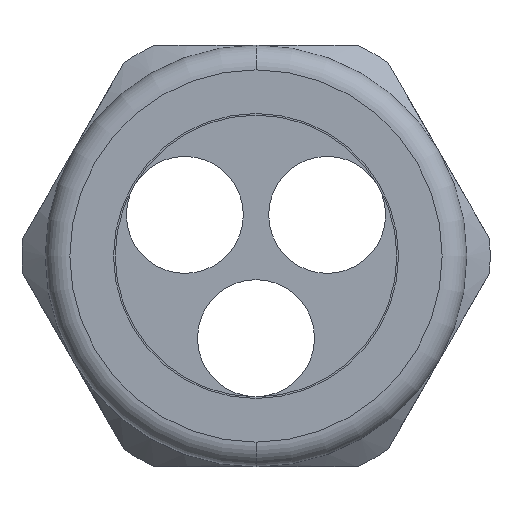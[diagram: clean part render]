
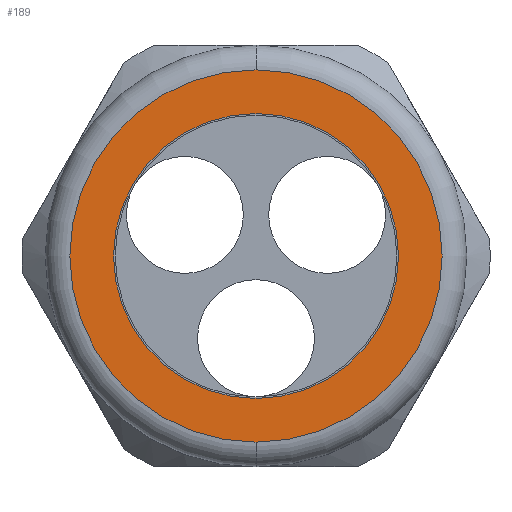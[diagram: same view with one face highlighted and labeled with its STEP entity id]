
A CAD part, left-side view. The second image highlights one B-rep face of the part: STEP entity #189.
In plain terms, the highlighted planar face has unit normal (-1, 0, 0).
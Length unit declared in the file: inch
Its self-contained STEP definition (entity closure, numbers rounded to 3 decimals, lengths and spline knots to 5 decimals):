
#166 = ORIENTED_EDGE ( 'NONE', *, *, #4868, .T. ) ;
#174 = ORIENTED_EDGE ( 'NONE', *, *, #4270, .T. ) ;
#177 = EDGE_LOOP ( 'NONE', ( #166, #174 ) ) ;
#178 = EDGE_CURVE ( 'NONE', #4624, #4621, #737, .T. ) ;
#188 = ORIENTED_EDGE ( 'NONE', *, *, #178, .T. ) ;
#189 = ADVANCED_FACE ( 'NONE', ( #779, #774 ), #773, .T. ) ;
#195 = ORIENTED_EDGE ( 'NONE', *, *, #4638, .T. ) ;
#196 = EDGE_LOOP ( 'NONE', ( #195, #188 ) ) ;
#733 = DIRECTION ( 'NONE',  ( 0., 0., 1. ) ) ;
#734 = DIRECTION ( 'NONE',  ( -1., 0., 0. ) ) ;
#735 = CARTESIAN_POINT ( 'NONE',  ( -2.24, 0., 0. ) ) ;
#736 = AXIS2_PLACEMENT_3D ( 'NONE', #735, #734, #733 ) ;
#737 = CIRCLE ( 'NONE', #736, 1.13 ) ;
#769 = DIRECTION ( 'NONE',  ( 0., 0., 1. ) ) ;
#770 = DIRECTION ( 'NONE',  ( -1., 0., 0. ) ) ;
#771 = CARTESIAN_POINT ( 'NONE',  ( -2.24, 1.28, 0. ) ) ;
#772 = AXIS2_PLACEMENT_3D ( 'NONE', #771, #770, #769 ) ;
#773 = PLANE ( 'NONE',  #772 ) ;
#774 = FACE_BOUND ( 'NONE', #177, .T. ) ;
#779 = FACE_OUTER_BOUND ( 'NONE', #196, .T. ) ;
#1577 = CARTESIAN_POINT ( 'NONE',  ( -2.24, 0., -0.865 ) ) ;
#1613 = DIRECTION ( 'NONE',  ( 0., 0., -1. ) ) ;
#1614 = DIRECTION ( 'NONE',  ( 1., 0., 0. ) ) ;
#1615 = CARTESIAN_POINT ( 'NONE',  ( -2.24, 0., 0. ) ) ;
#1616 = AXIS2_PLACEMENT_3D ( 'NONE', #1615, #1614, #1613 ) ;
#1617 = CIRCLE ( 'NONE', #1616, 0.865 ) ;
#1629 = CARTESIAN_POINT ( 'NONE',  ( -2.24, 0., 0.865 ) ) ;
#2240 = CARTESIAN_POINT ( 'NONE',  ( -2.24, 0., -1.13 ) ) ;
#2241 = CARTESIAN_POINT ( 'NONE',  ( -2.24, 0., 1.13 ) ) ;
#2270 = DIRECTION ( 'NONE',  ( 0., 0., 1. ) ) ;
#2271 = DIRECTION ( 'NONE',  ( -1., 0., 0. ) ) ;
#2272 = CARTESIAN_POINT ( 'NONE',  ( -2.24, 0., 0. ) ) ;
#2273 = AXIS2_PLACEMENT_3D ( 'NONE', #2272, #2271, #2270 ) ;
#2274 = CIRCLE ( 'NONE', #2273, 1.13 ) ;
#2689 = DIRECTION ( 'NONE',  ( 0., 0., -1. ) ) ;
#2690 = DIRECTION ( 'NONE',  ( 1., 0., 0. ) ) ;
#2691 = CARTESIAN_POINT ( 'NONE',  ( -2.24, 0., 0. ) ) ;
#2692 = AXIS2_PLACEMENT_3D ( 'NONE', #2691, #2690, #2689 ) ;
#2693 = CIRCLE ( 'NONE', #2692, 0.865 ) ;
#4252 = VERTEX_POINT ( 'NONE', #1577 ) ;
#4261 = VERTEX_POINT ( 'NONE', #1629 ) ;
#4270 = EDGE_CURVE ( 'NONE', #4261, #4252, #1617, .T. ) ;
#4621 = VERTEX_POINT ( 'NONE', #2241 ) ;
#4624 = VERTEX_POINT ( 'NONE', #2240 ) ;
#4638 = EDGE_CURVE ( 'NONE', #4621, #4624, #2274, .T. ) ;
#4868 = EDGE_CURVE ( 'NONE', #4252, #4261, #2693, .T. ) ;
